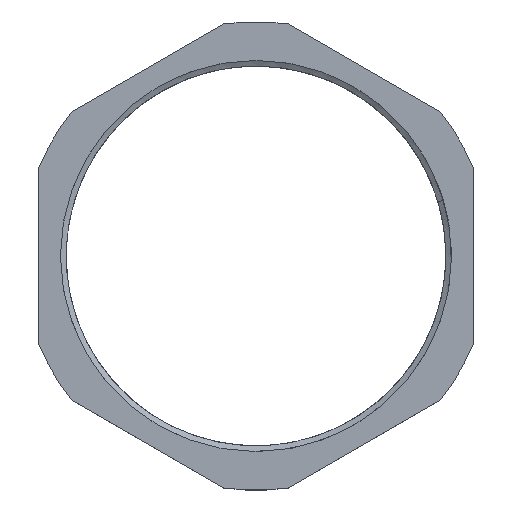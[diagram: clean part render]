
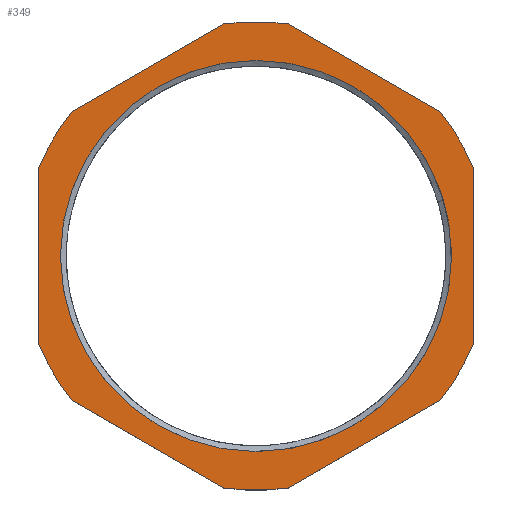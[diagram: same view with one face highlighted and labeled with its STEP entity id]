
A CAD part, top view. The second image highlights one B-rep face of the part: STEP entity #349.
In plain terms, the highlighted planar face has unit normal (0, 0, 1).
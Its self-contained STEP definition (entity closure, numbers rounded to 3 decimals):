
#16=FACE_BOUND('',#90,.T.);
#33=PLANE('',#376);
#36=CIRCLE('',#377,32.375);
#37=CIRCLE('',#378,32.375);
#38=CIRCLE('',#379,32.375);
#39=CIRCLE('',#380,32.375);
#40=CIRCLE('',#381,32.375);
#41=CIRCLE('',#382,32.375);
#42=CIRCLE('',#383,27.036);
#69=FACE_OUTER_BOUND('',#89,.T.);
#89=EDGE_LOOP('',(#277,#278,#279,#280,#281,#282,#283,#284,#285,#286,#287,
#288));
#90=EDGE_LOOP('',(#289));
#108=LINE('',#1184,#130);
#110=LINE('',#1189,#132);
#113=LINE('',#1200,#135);
#117=LINE('',#1217,#139);
#120=LINE('',#1228,#142);
#122=LINE('',#1233,#144);
#130=VECTOR('',#416,10.);
#132=VECTOR('',#420,10.);
#135=VECTOR('',#425,10.);
#139=VECTOR('',#431,10.);
#142=VECTOR('',#436,10.);
#144=VECTOR('',#440,10.);
#163=VERTEX_POINT('',#1181);
#164=VERTEX_POINT('',#1183);
#165=VERTEX_POINT('',#1187);
#166=VERTEX_POINT('',#1188);
#169=VERTEX_POINT('',#1198);
#170=VERTEX_POINT('',#1199);
#175=VERTEX_POINT('',#1214);
#176=VERTEX_POINT('',#1216);
#179=VERTEX_POINT('',#1225);
#180=VERTEX_POINT('',#1227);
#181=VERTEX_POINT('',#1231);
#182=VERTEX_POINT('',#1232);
#185=VERTEX_POINT('',#1248);
#200=EDGE_CURVE('',#164,#163,#108,.T.);
#202=EDGE_CURVE('',#165,#166,#110,.T.);
#206=EDGE_CURVE('',#169,#170,#113,.T.);
#212=EDGE_CURVE('',#176,#175,#117,.T.);
#216=EDGE_CURVE('',#180,#179,#120,.T.);
#218=EDGE_CURVE('',#181,#182,#122,.T.);
#222=EDGE_CURVE('',#163,#180,#36,.T.);
#223=EDGE_CURVE('',#179,#176,#37,.T.);
#224=EDGE_CURVE('',#175,#169,#38,.T.);
#225=EDGE_CURVE('',#170,#165,#39,.T.);
#226=EDGE_CURVE('',#166,#181,#40,.T.);
#227=EDGE_CURVE('',#182,#164,#41,.T.);
#228=EDGE_CURVE('',#185,#185,#42,.T.);
#277=ORIENTED_EDGE('',*,*,#200,.T.);
#278=ORIENTED_EDGE('',*,*,#222,.T.);
#279=ORIENTED_EDGE('',*,*,#216,.T.);
#280=ORIENTED_EDGE('',*,*,#223,.T.);
#281=ORIENTED_EDGE('',*,*,#212,.T.);
#282=ORIENTED_EDGE('',*,*,#224,.T.);
#283=ORIENTED_EDGE('',*,*,#206,.T.);
#284=ORIENTED_EDGE('',*,*,#225,.T.);
#285=ORIENTED_EDGE('',*,*,#202,.T.);
#286=ORIENTED_EDGE('',*,*,#226,.T.);
#287=ORIENTED_EDGE('',*,*,#218,.T.);
#288=ORIENTED_EDGE('',*,*,#227,.T.);
#289=ORIENTED_EDGE('',*,*,#228,.T.);
#349=ADVANCED_FACE('',(#69,#16),#33,.T.);
#376=AXIS2_PLACEMENT_3D('',#1241,#443,#444);
#377=AXIS2_PLACEMENT_3D('',#1242,#445,#446);
#378=AXIS2_PLACEMENT_3D('',#1243,#447,#448);
#379=AXIS2_PLACEMENT_3D('',#1244,#449,#450);
#380=AXIS2_PLACEMENT_3D('',#1245,#451,#452);
#381=AXIS2_PLACEMENT_3D('',#1246,#453,#454);
#382=AXIS2_PLACEMENT_3D('',#1247,#455,#456);
#383=AXIS2_PLACEMENT_3D('',#1249,#457,#458);
#416=DIRECTION('',(0.866,0.5,0.));
#420=DIRECTION('',(0.,-1.,0.));
#425=DIRECTION('',(-0.866,-0.5,0.));
#431=DIRECTION('',(-0.866,0.5,0.));
#436=DIRECTION('',(0.,1.,0.));
#440=DIRECTION('',(0.866,-0.5,0.));
#443=DIRECTION('center_axis',(0.,0.,1.));
#444=DIRECTION('ref_axis',(1.,0.,0.));
#445=DIRECTION('center_axis',(0.,0.,1.));
#446=DIRECTION('ref_axis',(1.,0.,0.));
#447=DIRECTION('center_axis',(0.,0.,1.));
#448=DIRECTION('ref_axis',(1.,0.,0.));
#449=DIRECTION('center_axis',(0.,0.,1.));
#450=DIRECTION('ref_axis',(1.,0.,0.));
#451=DIRECTION('center_axis',(0.,0.,1.));
#452=DIRECTION('ref_axis',(1.,0.,0.));
#453=DIRECTION('center_axis',(0.,0.,1.));
#454=DIRECTION('ref_axis',(1.,0.,0.));
#455=DIRECTION('center_axis',(0.,0.,1.));
#456=DIRECTION('ref_axis',(1.,0.,0.));
#457=DIRECTION('center_axis',(0.,0.,-1.));
#458=DIRECTION('ref_axis',(-1.,0.,0.));
#1181=CARTESIAN_POINT('',(25.541,-19.895,5.02));
#1183=CARTESIAN_POINT('',(4.459,-32.066,5.02));
#1184=CARTESIAN_POINT('',(27.232,-18.919,5.02));
#1187=CARTESIAN_POINT('',(-30.,12.171,5.02));
#1188=CARTESIAN_POINT('',(-30.,-12.171,5.02));
#1189=CARTESIAN_POINT('',(-30.,-14.124,5.02));
#1198=CARTESIAN_POINT('',(-4.459,32.066,5.02));
#1199=CARTESIAN_POINT('',(-25.541,19.895,5.02));
#1200=CARTESIAN_POINT('',(-13.309,26.957,5.02));
#1214=CARTESIAN_POINT('',(4.459,32.066,5.02));
#1216=CARTESIAN_POINT('',(25.541,19.895,5.02));
#1217=CARTESIAN_POINT('',(23.653,20.985,5.02));
#1225=CARTESIAN_POINT('',(30.,12.171,5.02));
#1227=CARTESIAN_POINT('',(30.,-12.171,5.02));
#1228=CARTESIAN_POINT('',(30.,-1.953,5.02));
#1231=CARTESIAN_POINT('',(-25.541,-19.895,5.02));
#1232=CARTESIAN_POINT('',(-4.459,-32.066,5.02));
#1233=CARTESIAN_POINT('',(4.194,-37.062,5.02));
#1241=CARTESIAN_POINT('Origin',(27.847,-16.077,5.02));
#1242=CARTESIAN_POINT('Origin',(0.,0.,5.02));
#1243=CARTESIAN_POINT('Origin',(0.,0.,5.02));
#1244=CARTESIAN_POINT('Origin',(0.,0.,5.02));
#1245=CARTESIAN_POINT('Origin',(0.,0.,5.02));
#1246=CARTESIAN_POINT('Origin',(0.,0.,5.02));
#1247=CARTESIAN_POINT('Origin',(0.,0.,5.02));
#1248=CARTESIAN_POINT('',(27.036,0.,5.02));
#1249=CARTESIAN_POINT('Origin',(0.,0.,5.02));
